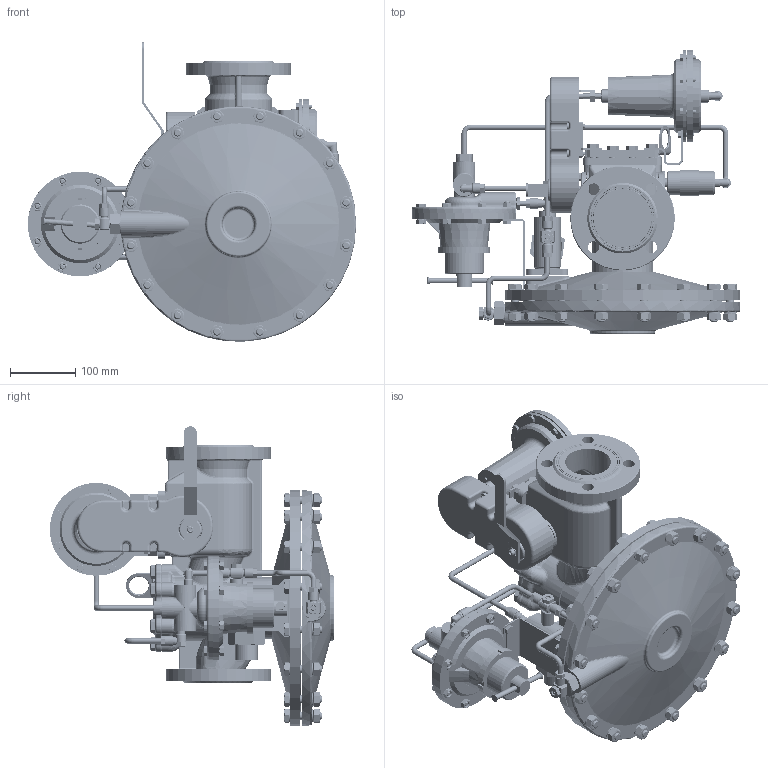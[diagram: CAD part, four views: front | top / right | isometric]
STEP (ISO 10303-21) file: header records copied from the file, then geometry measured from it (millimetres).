
FILE_DESCRIPTION (( 'STEP AP203' ), '1' );
FILE_NAME ('ﾐﾄﾃ-50-ﾂ-2-ﾏ.STEP', '2019-10-18T10:25:49', ( '' ), ( '' ), 'SwSTEP 2.0', 'SolidWorks 2018', '' );
FILE_SCHEMA (( 'CONFIG_CONTROL_DESIGN' ));
Length unit declared in the file: millimetre
Products named in the file (1): ﾐﾄﾃ-50-ﾂ-2-ﾏ
Bounding box: 502.37 x 435.19 x 458 mm (x, y, z)
Volume: 6756327.6 mm3; surface area: 1797987.6 mm2
Topology: 194 solids, 204 shells, 5959 faces, 13853 edges, 8384 vertices
Faces by surface type: cylinder 1948, plane 1701, cone 1306, bspline 494, torus 459, sphere 51
Entity records: 261296 total; most frequent: CARTESIAN_POINT 128271, DIRECTION 27918, ORIENTED_EDGE 27482, EDGE_CURVE 13741, AXIS2_PLACEMENT_3D 11417, VERTEX_POINT 8375, EDGE_LOOP 6696, ADVANCED_FACE 5959
